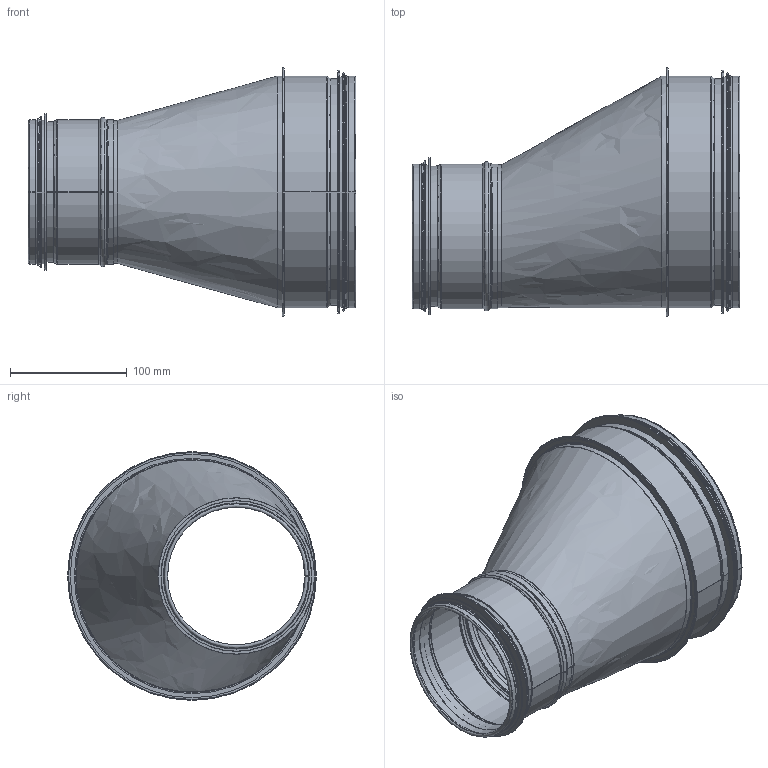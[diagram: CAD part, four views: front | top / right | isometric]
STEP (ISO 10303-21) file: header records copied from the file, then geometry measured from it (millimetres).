
FILE_DESCRIPTION(/* description */ ('Stos Med Fals Rörämne'),/* implementation_level */ '2;1');
FILE_NAME(/* name */ 'HFB-200-03.stp',/* time_stamp */ '2016-05-11T14:58:17+02:00',/* author */ ('John'),/* organization */ (''),/* preprocessor_version */ 'ST-DEVELOPER v15.6',/* originating_system */ 'Autodesk Inventor 2015',/* authorisation */ '');
FILE_SCHEMA (('AUTOMOTIVE_DESIGN { 1 0 10303 214 3 1 1 }'));
Length unit declared in the file: millimetre
Products named in the file (8): StosMedFalsRörämne-200; 999006; StosMedFals-200; HFB-BB-07; HFB-CB-04; 999004; HFB-CA-04; HFB-200-03
Bounding box: 281.2 x 213.45 x 213.45 mm (x, y, z)
Volume: 128374.2 mm3; surface area: 384282.7 mm2
Topology: 6 solids, 6 shells, 165 faces, 323 edges, 175 vertices
Faces by surface type: plane 75, torus 38, cylinder 32, cone 16, bspline 4
Full cylindrical faces by diameter (mm): 117.85 x1, 119.05 x1, 120.45 x1, 121.65 x1, 122.85 x4, 123.05 x3, 124.05 x3, 129.45 x1, 134.45 x1, 193.15 x1, 194.15 x1, 195.35 x1, 197.75 x1, 197.95 x5, 198.95 x3, 201.95 x1, 204.35 x1, 208.95 x1, 209.35 x1
Entity records: 4613 total; most frequent: CARTESIAN_POINT 961, DIRECTION 795, ORIENTED_EDGE 586, AXIS2_PLACEMENT_3D 338, EDGE_CURVE 289, EDGE_LOOP 211, VERTEX_POINT 174, STYLED_ITEM 170
